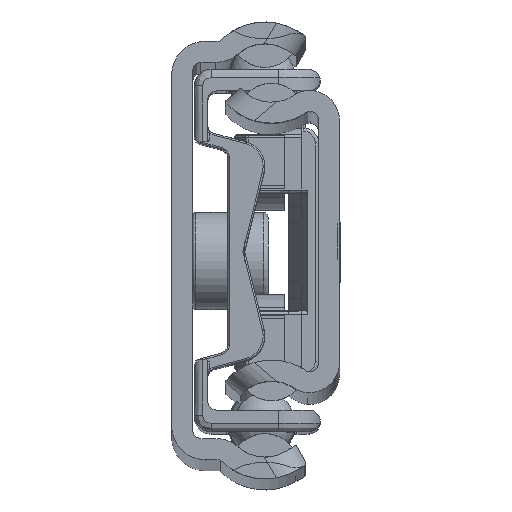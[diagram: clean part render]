
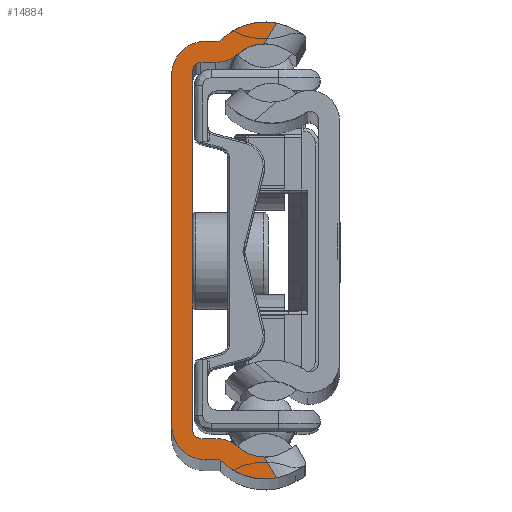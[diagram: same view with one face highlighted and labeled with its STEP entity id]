
A CAD part, top view. The second image highlights one B-rep face of the part: STEP entity #14884.
In plain terms, the highlighted planar face has unit normal (0, 0, 1).
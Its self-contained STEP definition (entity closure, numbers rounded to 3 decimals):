
#490=PLANE('',#16065);
#672=LINE('',#22463,#1833);
#792=LINE('',#22924,#1953);
#802=LINE('',#22965,#1963);
#825=LINE('',#23054,#1986);
#1083=LINE('',#23686,#2244);
#1093=LINE('',#23777,#2254);
#1288=LINE('',#25289,#2449);
#1289=LINE('',#25291,#2450);
#1833=VECTOR('',#17109,10.);
#1953=VECTOR('',#17481,10.);
#1963=VECTOR('',#17513,10.);
#1986=VECTOR('',#17566,10.);
#2244=VECTOR('',#18254,10.);
#2254=VECTOR('',#18308,10.);
#2449=VECTOR('',#19087,10.);
#2450=VECTOR('',#19090,10.);
#3869=FACE_OUTER_BOUND('',#4694,.T.);
#4694=EDGE_LOOP('',(#11730,#11731,#11732,#11733,#11734,#11735,#11736,#11737,
#11738,#11739,#11740,#11741,#11742,#11743,#11744,#11745,#11746,#11747,#11748,
#11749));
#5124=CIRCLE('',#15286,2.);
#5149=CIRCLE('',#15321,2.);
#5301=CIRCLE('',#15505,0.5);
#5306=CIRCLE('',#15515,0.5);
#5311=CIRCLE('',#15526,3.7);
#5314=CIRCLE('',#15530,0.1);
#5316=CIRCLE('',#15534,2.);
#5364=CIRCLE('',#15745,2.);
#5366=CIRCLE('',#15749,0.1);
#5368=CIRCLE('',#15752,3.7);
#5371=CIRCLE('',#15760,2.4);
#5373=CIRCLE('',#15764,2.4);
#5837=VERTEX_POINT('',#21244);
#5838=VERTEX_POINT('',#21246);
#5909=VERTEX_POINT('',#21994);
#5910=VERTEX_POINT('',#21996);
#5973=VERTEX_POINT('',#22457);
#5975=VERTEX_POINT('',#22461);
#6190=VERTEX_POINT('',#22918);
#6202=VERTEX_POINT('',#22960);
#6220=VERTEX_POINT('',#23026);
#6221=VERTEX_POINT('',#23028);
#6227=VERTEX_POINT('',#23046);
#6229=VERTEX_POINT('',#23052);
#6231=VERTEX_POINT('',#23058);
#6384=VERTEX_POINT('',#23675);
#6385=VERTEX_POINT('',#23677);
#6388=VERTEX_POINT('',#23684);
#6390=VERTEX_POINT('',#23690);
#6392=VERTEX_POINT('',#23698);
#6397=VERTEX_POINT('',#23740);
#6399=VERTEX_POINT('',#23762);
#7233=EDGE_CURVE('',#5837,#5838,#5124,.T.);
#7313=EDGE_CURVE('',#5909,#5910,#5149,.T.);
#7392=EDGE_CURVE('',#5975,#5973,#672,.T.);
#7620=EDGE_CURVE('',#5973,#6190,#5301,.T.);
#7622=EDGE_CURVE('',#6190,#5837,#792,.T.);
#7637=EDGE_CURVE('',#6202,#5975,#5306,.T.);
#7639=EDGE_CURVE('',#5910,#6202,#802,.T.);
#7664=EDGE_CURVE('',#6220,#6221,#5311,.T.);
#7671=EDGE_CURVE('',#6227,#6220,#5314,.T.);
#7674=EDGE_CURVE('',#6229,#6227,#825,.T.);
#7677=EDGE_CURVE('',#6231,#6229,#5316,.T.);
#7978=EDGE_CURVE('',#6384,#6385,#5364,.T.);
#7982=EDGE_CURVE('',#6388,#6384,#1083,.T.);
#7985=EDGE_CURVE('',#6390,#6388,#5366,.T.);
#7990=EDGE_CURVE('',#6392,#6390,#5368,.T.);
#8001=EDGE_CURVE('',#5838,#6397,#5371,.T.);
#8006=EDGE_CURVE('',#6399,#5909,#5373,.T.);
#8009=EDGE_CURVE('',#6385,#6231,#1093,.T.);
#8429=EDGE_CURVE('',#6397,#6392,#1288,.T.);
#8430=EDGE_CURVE('',#6221,#6399,#1289,.T.);
#11730=ORIENTED_EDGE('',*,*,#8429,.F.);
#11731=ORIENTED_EDGE('',*,*,#8001,.F.);
#11732=ORIENTED_EDGE('',*,*,#7233,.F.);
#11733=ORIENTED_EDGE('',*,*,#7622,.F.);
#11734=ORIENTED_EDGE('',*,*,#7620,.F.);
#11735=ORIENTED_EDGE('',*,*,#7392,.F.);
#11736=ORIENTED_EDGE('',*,*,#7637,.F.);
#11737=ORIENTED_EDGE('',*,*,#7639,.F.);
#11738=ORIENTED_EDGE('',*,*,#7313,.F.);
#11739=ORIENTED_EDGE('',*,*,#8006,.F.);
#11740=ORIENTED_EDGE('',*,*,#8430,.F.);
#11741=ORIENTED_EDGE('',*,*,#7664,.F.);
#11742=ORIENTED_EDGE('',*,*,#7671,.F.);
#11743=ORIENTED_EDGE('',*,*,#7674,.F.);
#11744=ORIENTED_EDGE('',*,*,#7677,.F.);
#11745=ORIENTED_EDGE('',*,*,#8009,.F.);
#11746=ORIENTED_EDGE('',*,*,#7978,.F.);
#11747=ORIENTED_EDGE('',*,*,#7982,.F.);
#11748=ORIENTED_EDGE('',*,*,#7985,.F.);
#11749=ORIENTED_EDGE('',*,*,#7990,.F.);
#14884=ADVANCED_FACE('',(#3869),#490,.T.);
#15286=AXIS2_PLACEMENT_3D('',#21247,#16865,#16866);
#15321=AXIS2_PLACEMENT_3D('',#21997,#16965,#16966);
#15505=AXIS2_PLACEMENT_3D('',#22921,#17476,#17477);
#15515=AXIS2_PLACEMENT_3D('',#22962,#17507,#17508);
#15526=AXIS2_PLACEMENT_3D('',#23029,#17548,#17549);
#15530=AXIS2_PLACEMENT_3D('',#23048,#17559,#17560);
#15534=AXIS2_PLACEMENT_3D('',#23060,#17571,#17572);
#15745=AXIS2_PLACEMENT_3D('',#23678,#18246,#18247);
#15749=AXIS2_PLACEMENT_3D('',#23692,#18259,#18260);
#15752=AXIS2_PLACEMENT_3D('',#23705,#18267,#18268);
#15760=AXIS2_PLACEMENT_3D('',#23741,#18288,#18289);
#15764=AXIS2_PLACEMENT_3D('',#23771,#18296,#18297);
#16065=AXIS2_PLACEMENT_3D('',#25296,#19097,#19098);
#16865=DIRECTION('center_axis',(0.,0.,-1.));
#16866=DIRECTION('ref_axis',(-0.661,-0.75,0.));
#16965=DIRECTION('center_axis',(0.,0.,-1.));
#16966=DIRECTION('ref_axis',(0.,1.,0.));
#17109=DIRECTION('',(0.,-1.,0.));
#17476=DIRECTION('center_axis',(0.,0.,1.));
#17477=DIRECTION('ref_axis',(-1.,0.,0.));
#17481=DIRECTION('',(1.,0.,0.));
#17507=DIRECTION('center_axis',(0.,0.,1.));
#17508=DIRECTION('ref_axis',(0.,1.,0.));
#17513=DIRECTION('',(-1.,0.,0.));
#17548=DIRECTION('center_axis',(0.,0.,-1.));
#17549=DIRECTION('ref_axis',(-0.5,-0.866,0.));
#17559=DIRECTION('center_axis',(0.,0.,1.));
#17560=DIRECTION('ref_axis',(0.,-1.,0.));
#17566=DIRECTION('',(1.,0.,0.));
#17571=DIRECTION('center_axis',(0.,0.,-1.));
#17572=DIRECTION('ref_axis',(0.,-1.,0.));
#18246=DIRECTION('center_axis',(0.,0.,-1.));
#18247=DIRECTION('ref_axis',(1.,0.,0.));
#18254=DIRECTION('',(-1.,0.,0.));
#18259=DIRECTION('center_axis',(0.,0.,1.));
#18260=DIRECTION('ref_axis',(0.717,0.697,0.));
#18267=DIRECTION('center_axis',(0.,0.,-1.));
#18268=DIRECTION('ref_axis',(0.717,0.697,0.));
#18288=DIRECTION('center_axis',(0.,0.,1.));
#18289=DIRECTION('ref_axis',(-0.661,-0.75,0.));
#18296=DIRECTION('center_axis',(0.,0.,1.));
#18297=DIRECTION('ref_axis',(0.5,0.866,0.));
#18308=DIRECTION('',(0.,1.,0.));
#19087=DIRECTION('',(0.5,-0.866,0.));
#19090=DIRECTION('',(-0.5,-0.866,0.));
#19097=DIRECTION('center_axis',(0.,0.,1.));
#19098=DIRECTION('ref_axis',(1.,0.,0.));
#21244=CARTESIAN_POINT('',(-2.91,-11.2,380.));
#21246=CARTESIAN_POINT('',(-1.587,-11.7,380.));
#21247=CARTESIAN_POINT('Origin',(-2.91,-13.2,380.));
#21994=CARTESIAN_POINT('',(-1.587,11.7,380.));
#21996=CARTESIAN_POINT('',(-2.91,11.2,380.));
#21997=CARTESIAN_POINT('Origin',(-2.91,13.2,380.));
#22457=CARTESIAN_POINT('',(-4.3,-10.7,380.));
#22461=CARTESIAN_POINT('',(-4.3,10.7,380.));
#22463=CARTESIAN_POINT('',(-4.3,10.7,380.));
#22918=CARTESIAN_POINT('',(-3.8,-11.2,380.));
#22921=CARTESIAN_POINT('Origin',(-3.8,-10.7,380.));
#22924=CARTESIAN_POINT('',(-3.8,-11.2,380.));
#22960=CARTESIAN_POINT('',(-3.8,11.2,380.));
#22962=CARTESIAN_POINT('Origin',(-3.8,10.7,380.));
#22965=CARTESIAN_POINT('',(-2.91,11.2,380.));
#23026=CARTESIAN_POINT('',(-2.652,12.48,380.));
#23028=CARTESIAN_POINT('',(0.687,13.536,380.));
#23029=CARTESIAN_POINT('Origin',(0.,9.9,380.));
#23046=CARTESIAN_POINT('',(-2.724,12.45,380.));
#23048=CARTESIAN_POINT('Origin',(-2.724,12.55,380.));
#23052=CARTESIAN_POINT('',(-3.55,12.45,380.));
#23054=CARTESIAN_POINT('',(-3.55,12.45,380.));
#23058=CARTESIAN_POINT('',(-5.55,10.45,380.));
#23060=CARTESIAN_POINT('Origin',(-3.55,10.45,380.));
#23675=CARTESIAN_POINT('',(-3.55,-12.45,380.));
#23677=CARTESIAN_POINT('',(-5.55,-10.45,380.));
#23678=CARTESIAN_POINT('Origin',(-3.55,-10.45,380.));
#23684=CARTESIAN_POINT('',(-2.724,-12.45,380.));
#23686=CARTESIAN_POINT('',(-2.724,-12.45,380.));
#23690=CARTESIAN_POINT('',(-2.652,-12.48,380.));
#23692=CARTESIAN_POINT('Origin',(-2.724,-12.55,380.));
#23698=CARTESIAN_POINT('',(0.687,-13.536,380.));
#23705=CARTESIAN_POINT('Origin',(0.,-9.9,380.));
#23740=CARTESIAN_POINT('',(-0.026,-12.3,380.));
#23741=CARTESIAN_POINT('Origin',(0.,-9.9,380.));
#23762=CARTESIAN_POINT('',(-0.026,12.3,380.));
#23771=CARTESIAN_POINT('Origin',(0.,9.9,380.));
#23777=CARTESIAN_POINT('',(-5.55,-10.45,380.));
#25289=CARTESIAN_POINT('',(-3.015,-7.123,380.));
#25291=CARTESIAN_POINT('',(-2.74,7.599,380.));
#25296=CARTESIAN_POINT('Origin',(-3.303,0.,
380.));
